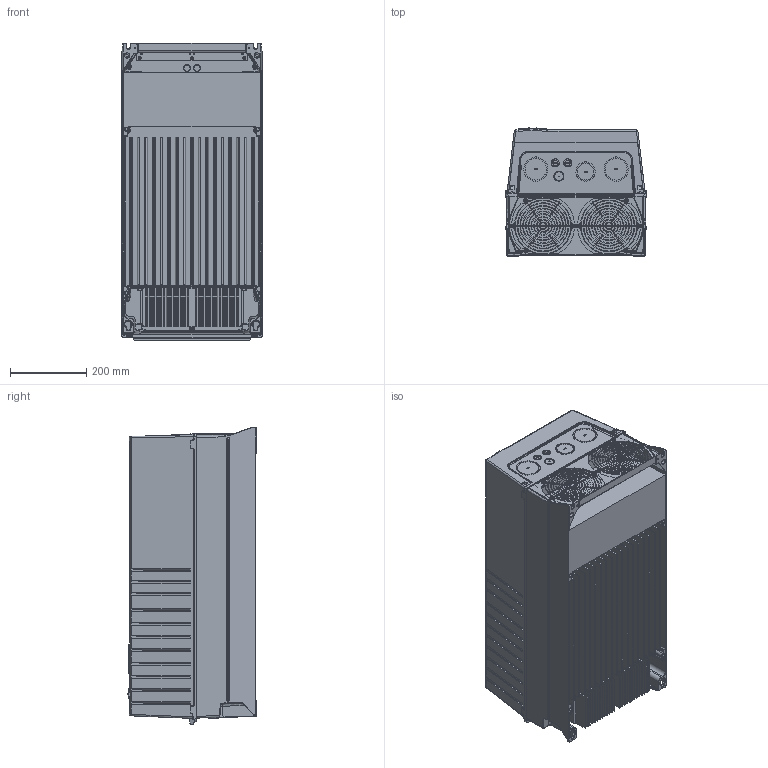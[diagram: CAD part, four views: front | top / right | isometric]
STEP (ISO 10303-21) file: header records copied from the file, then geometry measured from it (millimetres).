
FILE_DESCRIPTION((''),'2;1');
FILE_NAME('DANFOSS-FC100-C2-IP21-176_ASM','2019-09-06T',('U322080'),(''),'CREO PARAMETRIC BY PTC INC, 2018070','CREO PARAMETRIC BY PTC INC, 2018070','');
FILE_SCHEMA(('CONFIG_CONTROL_DESIGN'));
Products named in the file (18): DANFOSS-FC100-C2-IP21-176_24_1; DANFOSS-FC100-C2-IP21-176_24_2; DANFOSS-FC100-C2-IP21-176_24_3; DANFOSS-FC100-C2-IP21-176_24_4; DANFOSS-FC100-C2-IP21-176_24_5; DANFOSS-FC100-C2-IP21-176_24_6; DANFOSS-FC100-C2-IP21-176_24_7; DANFOSS-FC100-C2-IP21-176_24_8; DANFOSS-FC100-C2-IP21-176_24_9; DANFOSS-FC100-C2-IP21-176_24_10; DANFOSS-FC100-C2-IP21-176_24_11; DANFOSS-FC100-C2-IP21-176_24_12; DANFOSS-FC100-C2-IP21-176_24_13; DANFOSS-FC100-C2-IP21-176_24_14; DANFOSS-FC100-C2-IP21-176_24_15; DANFOSS-FC100-C2-IP21-176_24_16; DANFOSS-FC100-C2-IP21-176_24_ASM; DANFOSS-FC100-C2-IP21-176_ASM
Assembly tree (17 placements, depth 3):
  DANFOSS-FC100-C2-IP21-176_ASM
    DANFOSS-FC100-C2-IP21-176_24_ASM
      DANFOSS-FC100-C2-IP21-176_24_1
      DANFOSS-FC100-C2-IP21-176_24_2
      DANFOSS-FC100-C2-IP21-176_24_3
      DANFOSS-FC100-C2-IP21-176_24_4
      DANFOSS-FC100-C2-IP21-176_24_5
      DANFOSS-FC100-C2-IP21-176_24_6
      DANFOSS-FC100-C2-IP21-176_24_7
      DANFOSS-FC100-C2-IP21-176_24_8
      DANFOSS-FC100-C2-IP21-176_24_9
      DANFOSS-FC100-C2-IP21-176_24_10
      DANFOSS-FC100-C2-IP21-176_24_11
      DANFOSS-FC100-C2-IP21-176_24_12
      DANFOSS-FC100-C2-IP21-176_24_13
      DANFOSS-FC100-C2-IP21-176_24_14
      DANFOSS-FC100-C2-IP21-176_24_15
      DANFOSS-FC100-C2-IP21-176_24_16
Bounding box: 369.82 x 336.09 x 780.17 mm (x, y, z)
Surface area: 3591108.3 mm2 (no closed solid volume)
Topology: 0 solids, 33 shells, 5131 faces, 13496 edges, 8398 vertices
Faces by surface type: cylinder 1698, plane 1695, bspline 1072, torus 390, cone 196, sphere 56, extrusion 24
Entity records: 316328 total; most frequent: CARTESIAN_POINT 122764, ORIENTED_EDGE 26844, DIRECTION 20756, PRESENTATION_STYLE_ASSIGNMENT 18453, STYLED_ITEM 13734, CURVE_STYLE 13446, EDGE_CURVE 13422, VERTEX_POINT 8397
